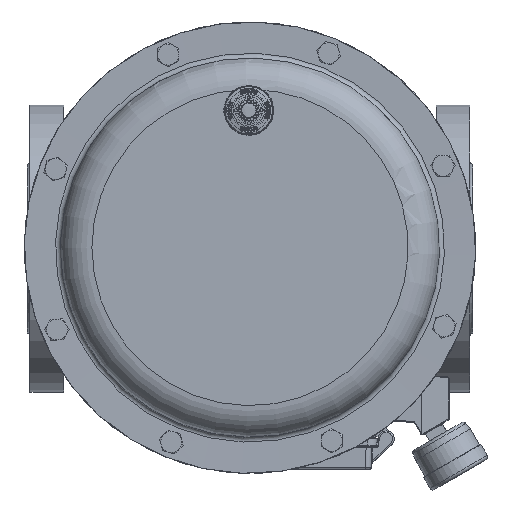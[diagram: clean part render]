
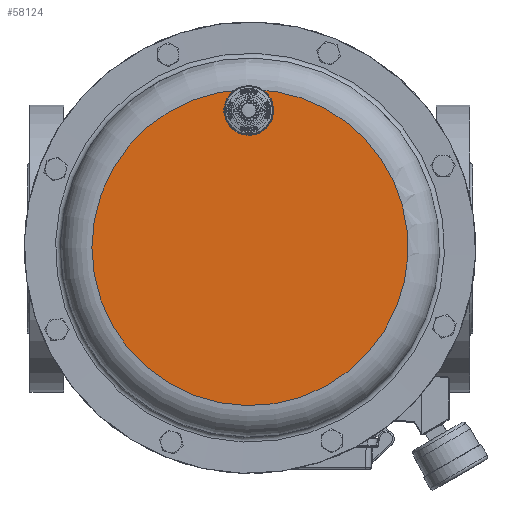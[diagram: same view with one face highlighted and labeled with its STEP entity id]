
A CAD part, top view. The second image highlights one B-rep face of the part: STEP entity #58124.
In plain terms, the highlighted planar face has unit normal (0, 0, 1).
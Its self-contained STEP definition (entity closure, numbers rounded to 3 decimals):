
#2909=PLANE('',#63044);
#7559=FACE_OUTER_BOUND('',#10978,.T.);
#10978=EDGE_LOOP('',(#46818,#46819,#46820,#46821));
#13558=CIRCLE('',#62266,13.05);
#13594=CIRCLE('',#62309,98.);
#13596=CIRCLE('',#62311,98.);
#13788=CIRCLE('',#62580,13.05);
#24461=VERTEX_POINT('',#112894);
#24462=VERTEX_POINT('',#112902);
#24549=VERTEX_POINT('',#114427);
#24550=VERTEX_POINT('',#114429);
#31533=EDGE_CURVE('',#24461,#24462,#13558,.T.);
#31631=EDGE_CURVE('',#24549,#24550,#13594,.T.);
#31633=EDGE_CURVE('',#24461,#24549,#13596,.T.);
#31906=EDGE_CURVE('',#24462,#24550,#13788,.T.);
#46818=ORIENTED_EDGE('',*,*,#31633,.F.);
#46819=ORIENTED_EDGE('',*,*,#31533,.T.);
#46820=ORIENTED_EDGE('',*,*,#31906,.T.);
#46821=ORIENTED_EDGE('',*,*,#31631,.F.);
#58124=ADVANCED_FACE('',(#7559),#2909,.F.);
#62266=AXIS2_PLACEMENT_3D('',#112909,#73067,#73068);
#62309=AXIS2_PLACEMENT_3D('',#114430,#73163,#73164);
#62311=AXIS2_PLACEMENT_3D('',#114432,#73167,#73168);
#62580=AXIS2_PLACEMENT_3D('',#115024,#73770,#73771);
#63044=AXIS2_PLACEMENT_3D('',#117068,#74924,#74925);
#73067=DIRECTION('center_axis',(0.,0.,
-1.));
#73068=DIRECTION('ref_axis',(-0.927,0.375,0.));
#73163=DIRECTION('center_axis',(0.,0.,
-1.));
#73164=DIRECTION('ref_axis',(-0.927,0.375,0.));
#73167=DIRECTION('center_axis',(0.,0.,
-1.));
#73168=DIRECTION('ref_axis',(-0.927,0.375,0.));
#73770=DIRECTION('center_axis',(0.,0.,
-1.));
#73771=DIRECTION('ref_axis',(-0.927,0.375,0.));
#74924=DIRECTION('center_axis',(0.,0.,
-1.));
#74925=DIRECTION('ref_axis',(-0.927,0.375,0.));
#112894=CARTESIAN_POINT('',(0.417,97.999,393.));
#112902=CARTESIAN_POINT('',(-0.594,71.948,393.));
#112909=CARTESIAN_POINT('Origin',(-0.702,84.997,393.));
#114427=CARTESIAN_POINT('',(90.847,-36.754,393.));
#114429=CARTESIAN_POINT('',(-2.034,97.979,393.));
#114430=CARTESIAN_POINT('Origin',(0.,0.,
393.));
#114432=CARTESIAN_POINT('Origin',(0.,0.,
393.));
#115024=CARTESIAN_POINT('Origin',(-0.702,84.997,393.));
#117068=CARTESIAN_POINT('Origin',(0.,0.,
393.));
